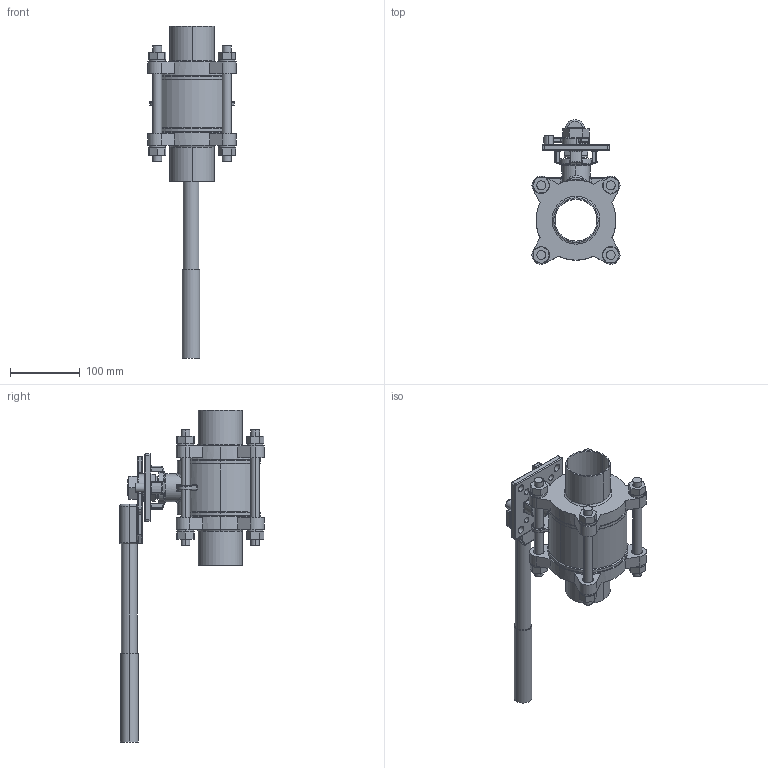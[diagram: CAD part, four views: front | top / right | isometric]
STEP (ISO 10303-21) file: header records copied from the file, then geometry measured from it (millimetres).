
FILE_DESCRIPTION (( 'STEP AP203' ), '1' );
FILE_NAME ('9020-250-TE.STEP', '2017-06-02T13:45:14', ( '' ), ( '' ), 'SwSTEP 2.0', 'SolidWorks 2014', '' );
FILE_SCHEMA (( 'CONFIG_CONTROL_DESIGN' ));
Length unit declared in the file: inch
Products named in the file (1): 9020-250-TE
Bounding box: 125.92 x 206.7 x 474.6 mm (x, y, z)
Volume: 1431004.7 mm3; surface area: 248086.2 mm2
Topology: 1 solids, 1 shells, 754 faces, 1815 edges, 1069 vertices
Faces by surface type: plane 310, cylinder 263, torus 71, bspline 52, cone 34, sphere 24
Entity records: 24204 total; most frequent: CARTESIAN_POINT 6633, DIRECTION 3835, ORIENTED_EDGE 3590, EDGE_CURVE 1795, AXIS2_PLACEMENT_3D 1505, VERTEX_POINT 1069, VECTOR 825, LINE 825
